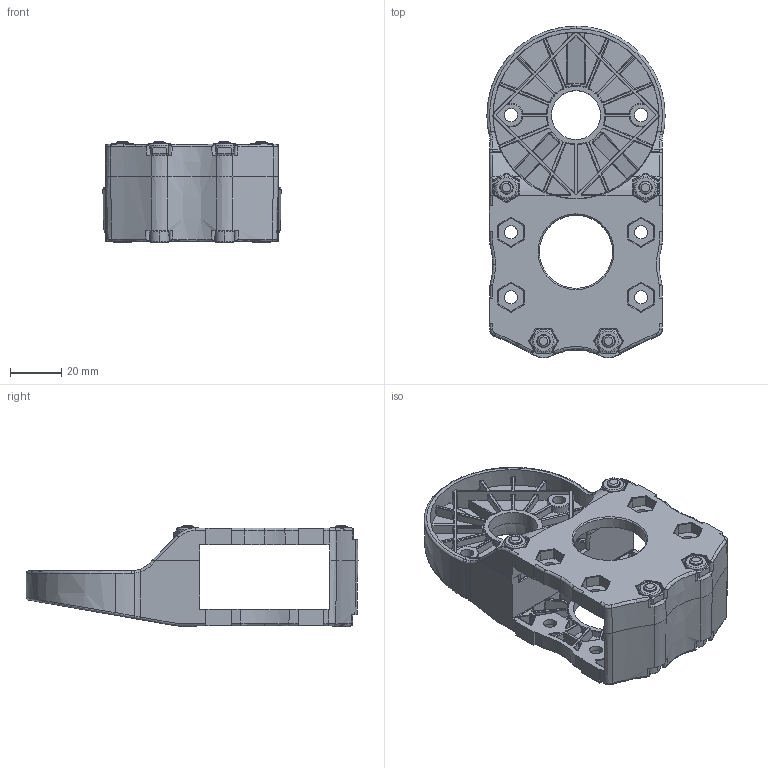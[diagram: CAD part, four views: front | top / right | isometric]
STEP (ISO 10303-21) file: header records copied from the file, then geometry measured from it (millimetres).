
FILE_DESCRIPTION (( 'STEP AP214' ), '1' );
FILE_NAME ('217-4156-STEP-20140806.STEP', '2014-08-06T20:25:19', ( '' ), ( '' ), 'SwSTEP 2.0', 'SolidWorks 2014', '' );
FILE_SCHEMA (( 'AUTOMOTIVE_DESIGN' ));
Length unit declared in the file: millimetre
Products named in the file (5): 217-4155-002 Rev2_NNY1032-ZC; 217-4155-003 Rev1_SSA1032-1375ZB; 217-4156-002 Rev5; 217-4156-001 Rev6; 217-4156-STEP-20140806
Assembly tree (10 placements, depth 2):
  217-4156-STEP-20140806
    217-4156-001 Rev6
    217-4156-002 Rev5
    217-4155-003 Rev1_SSA1032-1375ZB  x4
    217-4155-002 Rev2_NNY1032-ZC  x4
Bounding box: 69.59 x 129.7 x 39.75 mm (x, y, z)
Volume: 67593.1 mm3; surface area: 66646.8 mm2
Topology: 10 solids, 10 shells, 3721 faces, 9583 edges, 5912 vertices
Faces by surface type: bspline 1166, cylinder 1113, plane 831, cone 386, torus 145, sphere 80
Entity records: 131485 total; most frequent: CARTESIAN_POINT 56156, ORIENTED_EDGE 18534, DIRECTION 12617, EDGE_CURVE 9267, VERTEX_POINT 5726, AXIS2_PLACEMENT_3D 4831, EDGE_LOOP 3655, FACE_OUTER_BOUND 3580
